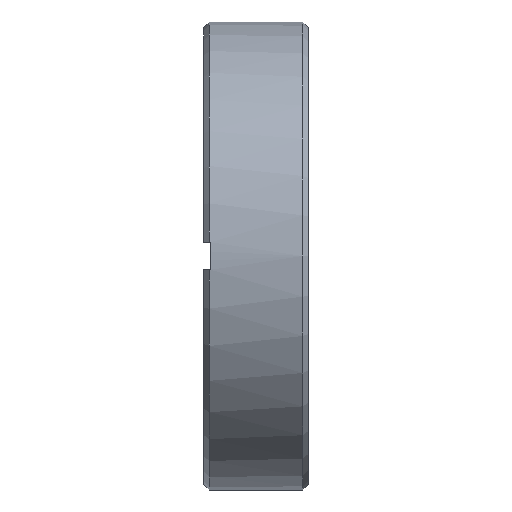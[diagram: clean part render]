
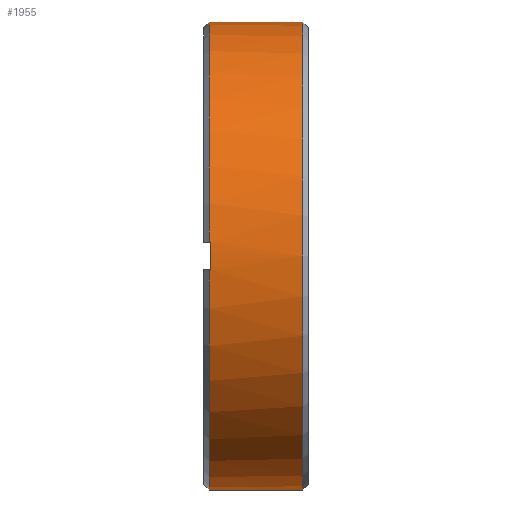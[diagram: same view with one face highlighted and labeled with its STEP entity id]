
A CAD part, left-side view. The second image highlights one B-rep face of the part: STEP entity #1955.
In plain terms, the highlighted cylindrical face has radius 17 mm (diameter 34 mm), a partial arc.
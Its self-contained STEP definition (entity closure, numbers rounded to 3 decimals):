
#17 = VERTEX_POINT ( 'NONE', #1286 ) ;
#27 = EDGE_CURVE ( 'NONE', #438, #1715, #1308, .T. ) ;
#50 = CARTESIAN_POINT ( 'NONE',  ( 0., 53.835, 0. ) ) ;
#162 = EDGE_CURVE ( 'NONE', #537, #438, #1569, .T. ) ;
#199 = EDGE_CURVE ( 'NONE', #282, #17, #224, .T. ) ;
#214 = DIRECTION ( 'NONE',  ( 0., 1., 0. ) ) ;
#219 = CARTESIAN_POINT ( 'NONE',  ( -16.971, 7.1, 1. ) ) ;
#224 = CIRCLE ( 'NONE', #1959, 17. ) ;
#231 = DIRECTION ( 'NONE',  ( 0., -1., 0. ) ) ;
#239 = AXIS2_PLACEMENT_3D ( 'NONE', #1796, #1641, #1334 ) ;
#249 = DIRECTION ( 'NONE',  ( 0., 0., 1. ) ) ;
#282 = VERTEX_POINT ( 'NONE', #219 ) ;
#314 = EDGE_CURVE ( 'NONE', #1715, #396, #615, .T. ) ;
#333 = CARTESIAN_POINT ( 'NONE',  ( 0., 53.835, -17. ) ) ;
#373 = ORIENTED_EDGE ( 'NONE', *, *, #199, .T. ) ;
#396 = VERTEX_POINT ( 'NONE', #1613 ) ;
#425 = CARTESIAN_POINT ( 'NONE',  ( 0., 7.2, 17. ) ) ;
#438 = VERTEX_POINT ( 'NONE', #999 ) ;
#454 = AXIS2_PLACEMENT_3D ( 'NONE', #50, #214, #914 ) ;
#537 = VERTEX_POINT ( 'NONE', #1471 ) ;
#542 = EDGE_CURVE ( 'NONE', #1274, #17, #2059, .T. ) ;
#562 = DIRECTION ( 'NONE',  ( 0., 1., 0. ) ) ;
#577 = DIRECTION ( 'NONE',  ( 0., 0., -1. ) ) ;
#615 = CIRCLE ( 'NONE', #1528, 17. ) ;
#702 = EDGE_CURVE ( 'NONE', #1274, #773, #1038, .T. ) ;
#749 = CARTESIAN_POINT ( 'NONE',  ( 0., 0.4, 0. ) ) ;
#773 = VERTEX_POINT ( 'NONE', #1729 ) ;
#783 = ORIENTED_EDGE ( 'NONE', *, *, #27, .T. ) ;
#839 = VECTOR ( 'NONE', #1197, 1000. ) ;
#843 = ORIENTED_EDGE ( 'NONE', *, *, #542, .F. ) ;
#889 = LINE ( 'NONE', #333, #839 ) ;
#914 = DIRECTION ( 'NONE',  ( 0., 0., 1. ) ) ;
#920 = LINE ( 'NONE', #1804, #1490 ) ;
#999 = CARTESIAN_POINT ( 'NONE',  ( 0., 0.4, 17. ) ) ;
#1022 = CYLINDRICAL_SURFACE ( 'NONE', #454, 17. ) ;
#1038 = CIRCLE ( 'NONE', #239, 17. ) ;
#1081 = EDGE_LOOP ( 'NONE', ( #1187, #1601, #783, #1235, #2116, #373, #843, #1287 ) ) ;
#1096 = DIRECTION ( 'NONE',  ( 0., 1., 0. ) ) ;
#1102 = DIRECTION ( 'NONE',  ( -1., 0., 0. ) ) ;
#1141 = DIRECTION ( 'NONE',  ( 0., -1., 0. ) ) ;
#1187 = ORIENTED_EDGE ( 'NONE', *, *, #1846, .F. ) ;
#1193 = VECTOR ( 'NONE', #1141, 1000. ) ;
#1197 = DIRECTION ( 'NONE',  ( 0., 1., 0. ) ) ;
#1219 = DIRECTION ( 'NONE',  ( 0., -1., 0. ) ) ;
#1235 = ORIENTED_EDGE ( 'NONE', *, *, #314, .T. ) ;
#1253 = VECTOR ( 'NONE', #1096, 1000. ) ;
#1274 = VERTEX_POINT ( 'NONE', #1823 ) ;
#1286 = CARTESIAN_POINT ( 'NONE',  ( -16.971, 7.1, -1. ) ) ;
#1287 = ORIENTED_EDGE ( 'NONE', *, *, #702, .T. ) ;
#1306 = CARTESIAN_POINT ( 'NONE',  ( -16.971, 53.835, -1. ) ) ;
#1308 = LINE ( 'NONE', #2142, #1253 ) ;
#1334 = DIRECTION ( 'NONE',  ( 0., 0., 1. ) ) ;
#1389 = CARTESIAN_POINT ( 'NONE',  ( 0., 7.1, 0. ) ) ;
#1426 = CARTESIAN_POINT ( 'NONE',  ( 0., 7.2, 0. ) ) ;
#1471 = CARTESIAN_POINT ( 'NONE',  ( 0., 0.4, -17. ) ) ;
#1480 = DIRECTION ( 'NONE',  ( 0., -1., 0. ) ) ;
#1490 = VECTOR ( 'NONE', #1480, 1000. ) ;
#1500 = FACE_OUTER_BOUND ( 'NONE', #1081, .T. ) ;
#1528 = AXIS2_PLACEMENT_3D ( 'NONE', #1426, #231, #249 ) ;
#1569 = CIRCLE ( 'NONE', #2075, 17. ) ;
#1601 = ORIENTED_EDGE ( 'NONE', *, *, #162, .T. ) ;
#1613 = CARTESIAN_POINT ( 'NONE',  ( -16.971, 7.2, 1. ) ) ;
#1624 = EDGE_CURVE ( 'NONE', #396, #282, #920, .T. ) ;
#1641 = DIRECTION ( 'NONE',  ( 0., -1., 0. ) ) ;
#1715 = VERTEX_POINT ( 'NONE', #425 ) ;
#1729 = CARTESIAN_POINT ( 'NONE',  ( 0., 7.2, -17. ) ) ;
#1796 = CARTESIAN_POINT ( 'NONE',  ( 0., 7.2, 0. ) ) ;
#1804 = CARTESIAN_POINT ( 'NONE',  ( -16.971, 53.835, 1. ) ) ;
#1823 = CARTESIAN_POINT ( 'NONE',  ( -16.971, 7.2, -1. ) ) ;
#1846 = EDGE_CURVE ( 'NONE', #537, #773, #889, .T. ) ;
#1955 = ADVANCED_FACE ( 'NONE', ( #1500 ), #1022, .T. ) ;
#1959 = AXIS2_PLACEMENT_3D ( 'NONE', #1389, #1219, #1102 ) ;
#2059 = LINE ( 'NONE', #1306, #1193 ) ;
#2075 = AXIS2_PLACEMENT_3D ( 'NONE', #749, #562, #577 ) ;
#2116 = ORIENTED_EDGE ( 'NONE', *, *, #1624, .T. ) ;
#2142 = CARTESIAN_POINT ( 'NONE',  ( 0., 53.835, 17. ) ) ;
